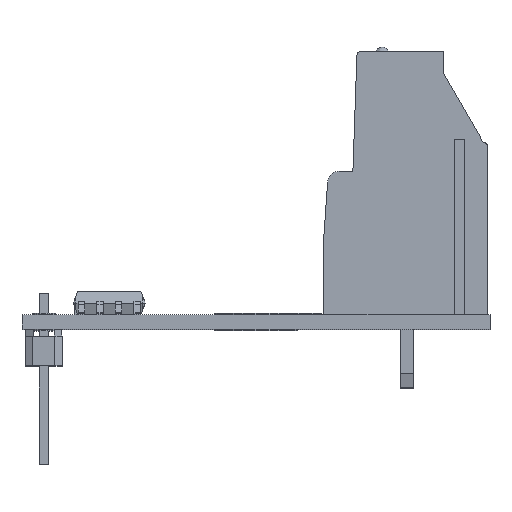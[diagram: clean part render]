
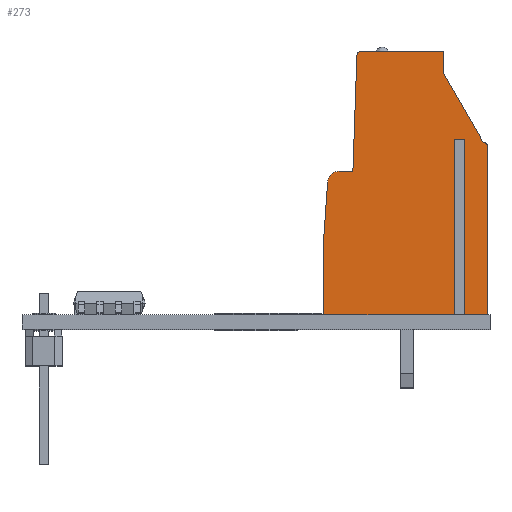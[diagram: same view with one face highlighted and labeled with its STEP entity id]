
A CAD part, top view. The second image highlights one B-rep face of the part: STEP entity #273.
In plain terms, the highlighted planar face has unit normal (0, 0, 1).
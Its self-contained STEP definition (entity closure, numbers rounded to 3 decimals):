
#273 = ADVANCED_FACE ( 'NONE', ( #22563 ), #26334, .F. ) ;
#1157 = VECTOR ( 'NONE', #21680, 1000. ) ;
#1229 = VERTEX_POINT ( 'NONE', #10495 ) ;
#1233 = VERTEX_POINT ( 'NONE', #10431 ) ;
#1473 = DIRECTION ( 'NONE',  ( 0.5, -0.866, 0. ) ) ;
#1530 = DIRECTION ( 'NONE',  ( 0., 0., -1. ) ) ;
#1564 = VERTEX_POINT ( 'NONE', #5031 ) ;
#2159 = VERTEX_POINT ( 'NONE', #11093 ) ;
#2429 = LINE ( 'NONE', #11796, #27139 ) ;
#2598 = VERTEX_POINT ( 'NONE', #20906 ) ;
#2726 = CARTESIAN_POINT ( 'NONE',  ( -3., 16.477, 0. ) ) ;
#2925 = DIRECTION ( 'NONE',  ( 0., 0., -1. ) ) ;
#2975 = VERTEX_POINT ( 'NONE', #26586 ) ;
#3030 = CARTESIAN_POINT ( 'NONE',  ( 0., 11.5, 0. ) ) ;
#3192 = ORIENTED_EDGE ( 'NONE', *, *, #5247, .F. ) ;
#3219 = DIRECTION ( 'NONE',  ( 0., 1., 0. ) ) ;
#3248 = CARTESIAN_POINT ( 'NONE',  ( -11.2, -75.486, 0. ) ) ;
#4160 = ORIENTED_EDGE ( 'NONE', *, *, #9176, .F. ) ;
#4369 = EDGE_CURVE ( 'NONE', #20048, #9538, #26487, .T. ) ;
#4610 = EDGE_CURVE ( 'NONE', #18852, #1564, #15579, .T. ) ;
#4686 = VERTEX_POINT ( 'NONE', #19114 ) ;
#4763 = VECTOR ( 'NONE', #22713, 1000. ) ;
#4855 = LINE ( 'NONE', #22630, #4763 ) ;
#4964 = ORIENTED_EDGE ( 'NONE', *, *, #7719, .F. ) ;
#5016 = EDGE_CURVE ( 'NONE', #9538, #25977, #2429, .T. ) ;
#5031 = CARTESIAN_POINT ( 'NONE',  ( -11.2, 0., 0. ) ) ;
#5247 = EDGE_CURVE ( 'NONE', #1564, #4686, #21172, .T. ) ;
#5306 = CIRCLE ( 'NONE', #12716, 0.3 ) ;
#5395 = VECTOR ( 'NONE', #25514, 1000. ) ;
#5535 = LINE ( 'NONE', #25546, #5395 ) ;
#6328 = ORIENTED_EDGE ( 'NONE', *, *, #10092, .F. ) ;
#6471 = CARTESIAN_POINT ( 'NONE',  ( -45.497, 18., 0. ) ) ;
#6538 = DIRECTION ( 'NONE',  ( 1., 0., 0. ) ) ;
#6603 = ORIENTED_EDGE ( 'NONE', *, *, #5016, .F. ) ;
#7010 = AXIS2_PLACEMENT_3D ( 'NONE', #14635, #1530, #16786 ) ;
#7037 = EDGE_CURVE ( 'NONE', #13741, #2159, #13576, .T. ) ;
#7047 = ORIENTED_EDGE ( 'NONE', *, *, #4610, .F. ) ;
#7298 = ORIENTED_EDGE ( 'NONE', *, *, #9700, .F. ) ;
#7719 = EDGE_CURVE ( 'NONE', #4686, #1229, #5535, .T. ) ;
#7794 = EDGE_CURVE ( 'NONE', #1233, #13741, #4855, .T. ) ;
#8149 = LINE ( 'NONE', #21824, #16705 ) ;
#8608 = EDGE_CURVE ( 'NONE', #21343, #18852, #26175, .T. ) ;
#8913 = EDGE_LOOP ( 'NONE', ( #9960, #21095, #4964, #3192, #7047, #22594, #4160, #21949, #6603, #14000, #27298, #7298, #24559, #6328, #17710, #17955 ) ) ;
#9152 = EDGE_CURVE ( 'NONE', #17018, #14401, #8149, .T. ) ;
#9176 = EDGE_CURVE ( 'NONE', #25574, #21343, #15676, .T. ) ;
#9308 = EDGE_CURVE ( 'NONE', #25977, #25574, #14293, .T. ) ;
#9417 = DIRECTION ( 'NONE',  ( 1., 0., 0. ) ) ;
#9443 = DIRECTION ( 'NONE',  ( 0., 0., -1. ) ) ;
#9466 = CARTESIAN_POINT ( 'NONE',  ( -0.3, 11.5, 0. ) ) ;
#9538 = VERTEX_POINT ( 'NONE', #16120 ) ;
#9700 = EDGE_CURVE ( 'NONE', #14401, #2975, #17256, .T. ) ;
#9960 = ORIENTED_EDGE ( 'NONE', *, *, #7794, .F. ) ;
#10092 = EDGE_CURVE ( 'NONE', #2598, #17018, #18059, .T. ) ;
#10281 = DIRECTION ( 'NONE',  ( -1., 0., 0. ) ) ;
#10431 = CARTESIAN_POINT ( 'NONE',  ( -10.133, 9.8, 0. ) ) ;
#10480 = CARTESIAN_POINT ( 'NONE',  ( -9.203, 9.8, 0. ) ) ;
#10495 = CARTESIAN_POINT ( 'NONE',  ( -10.931, 9.055, 0. ) ) ;
#11060 = CIRCLE ( 'NONE', #7010, 0.8 ) ;
#11093 = CARTESIAN_POINT ( 'NONE',  ( -8.927, 17.71, 0. ) ) ;
#11105 = VECTOR ( 'NONE', #20949, 1000. ) ;
#11796 = CARTESIAN_POINT ( 'NONE',  ( -8.457, 0., 0. ) ) ;
#11937 = DIRECTION ( 'NONE',  ( 0., -1., 0. ) ) ;
#12716 = AXIS2_PLACEMENT_3D ( 'NONE', #15999, #2925, #18121 ) ;
#13174 = CARTESIAN_POINT ( 'NONE',  ( -3., 16.477, 0. ) ) ;
#13416 = AXIS2_PLACEMENT_3D ( 'NONE', #9466, #9443, #9417 ) ;
#13442 = VECTOR ( 'NONE', #15980, 1000. ) ;
#13576 = LINE ( 'NONE', #15698, #13442 ) ;
#13741 = VERTEX_POINT ( 'NONE', #10480 ) ;
#13826 = EDGE_CURVE ( 'NONE', #2975, #20048, #26297, .T. ) ;
#14000 = ORIENTED_EDGE ( 'NONE', *, *, #4369, .F. ) ;
#14293 = LINE ( 'NONE', #19023, #18516 ) ;
#14401 = VERTEX_POINT ( 'NONE', #2726 ) ;
#14635 = CARTESIAN_POINT ( 'NONE',  ( -10.133, 9., 0. ) ) ;
#15372 = VECTOR ( 'NONE', #1473, 1000. ) ;
#15579 = LINE ( 'NONE', #20711, #1157 ) ;
#15676 = LINE ( 'NONE', #21054, #11105 ) ;
#15698 = CARTESIAN_POINT ( 'NONE',  ( -9.203, 9.8, 0. ) ) ;
#15747 = VECTOR ( 'NONE', #3219, 1000. ) ;
#15980 = DIRECTION ( 'NONE',  ( 0.035, 0.999, 0. ) ) ;
#15999 = CARTESIAN_POINT ( 'NONE',  ( -8.627, 17.7, 0. ) ) ;
#16120 = CARTESIAN_POINT ( 'NONE',  ( 0., 0., 0. ) ) ;
#16705 = VECTOR ( 'NONE', #22278, 1000. ) ;
#16786 = DIRECTION ( 'NONE',  ( 1., 0., 0. ) ) ;
#17018 = VERTEX_POINT ( 'NONE', #18273 ) ;
#17256 = LINE ( 'NONE', #13174, #15372 ) ;
#17643 = VECTOR ( 'NONE', #6538, 1000. ) ;
#17710 = ORIENTED_EDGE ( 'NONE', *, *, #25301, .F. ) ;
#17891 = CARTESIAN_POINT ( 'NONE',  ( -2.107, 0., 0. ) ) ;
#17955 = ORIENTED_EDGE ( 'NONE', *, *, #7037, .F. ) ;
#18059 = LINE ( 'NONE', #6471, #17643 ) ;
#18121 = DIRECTION ( 'NONE',  ( 1., 0., 0. ) ) ;
#18273 = CARTESIAN_POINT ( 'NONE',  ( -3., 18., 0. ) ) ;
#18516 = VECTOR ( 'NONE', #18986, 1000. ) ;
#18852 = VERTEX_POINT ( 'NONE', #17891 ) ;
#18986 = DIRECTION ( 'NONE',  ( 0., 1., 0. ) ) ;
#19023 = CARTESIAN_POINT ( 'NONE',  ( -1.693, -75.486, 0. ) ) ;
#19114 = CARTESIAN_POINT ( 'NONE',  ( -11.2, 5.17, 0. ) ) ;
#20048 = VERTEX_POINT ( 'NONE', #3030 ) ;
#20711 = CARTESIAN_POINT ( 'NONE',  ( -8.457, 0., 0. ) ) ;
#20906 = CARTESIAN_POINT ( 'NONE',  ( -8.627, 18., 0. ) ) ;
#20949 = DIRECTION ( 'NONE',  ( -1., 0., 0. ) ) ;
#21054 = CARTESIAN_POINT ( 'NONE',  ( -45.497, 12., 0. ) ) ;
#21095 = ORIENTED_EDGE ( 'NONE', *, *, #23641, .F. ) ;
#21172 = LINE ( 'NONE', #3248, #15747 ) ;
#21343 = VERTEX_POINT ( 'NONE', #24457 ) ;
#21680 = DIRECTION ( 'NONE',  ( -1., 0., 0. ) ) ;
#21824 = CARTESIAN_POINT ( 'NONE',  ( -3., 16.477, 0. ) ) ;
#21949 = ORIENTED_EDGE ( 'NONE', *, *, #9308, .F. ) ;
#22278 = DIRECTION ( 'NONE',  ( 0., -1., 0. ) ) ;
#22563 = FACE_OUTER_BOUND ( 'NONE', #8913, .T. ) ;
#22594 = ORIENTED_EDGE ( 'NONE', *, *, #8608, .F. ) ;
#22630 = CARTESIAN_POINT ( 'NONE',  ( -10.133, 9.8, 0. ) ) ;
#22713 = DIRECTION ( 'NONE',  ( 1., 0., 0. ) ) ;
#23579 = CARTESIAN_POINT ( 'NONE',  ( -1.693, 12., 0. ) ) ;
#23582 = VECTOR ( 'NONE', #27036, 1000. ) ;
#23641 = EDGE_CURVE ( 'NONE', #1229, #1233, #11060, .T. ) ;
#24065 = VECTOR ( 'NONE', #11937, 1000. ) ;
#24457 = CARTESIAN_POINT ( 'NONE',  ( -2.107, 12., 0. ) ) ;
#24559 = ORIENTED_EDGE ( 'NONE', *, *, #9152, .F. ) ;
#25301 = EDGE_CURVE ( 'NONE', #2159, #2598, #5306, .T. ) ;
#25514 = DIRECTION ( 'NONE',  ( 0.069, 0.998, 0. ) ) ;
#25546 = CARTESIAN_POINT ( 'NONE',  ( -11.2, 5.17, 0. ) ) ;
#25574 = VERTEX_POINT ( 'NONE', #23579 ) ;
#25723 = DIRECTION ( 'NONE',  ( 0., 0., -1. ) ) ;
#25745 = DIRECTION ( 'NONE',  ( -1., 0., 0. ) ) ;
#25861 = CARTESIAN_POINT ( 'NONE',  ( -45.497, -75.486, 0. ) ) ;
#25977 = VERTEX_POINT ( 'NONE', #26767 ) ;
#26081 = AXIS2_PLACEMENT_3D ( 'NONE', #25861, #25723, #25745 ) ;
#26175 = LINE ( 'NONE', #27684, #24065 ) ;
#26297 = CIRCLE ( 'NONE', #13416, 0.3 ) ;
#26334 = PLANE ( 'NONE',  #26081 ) ;
#26445 = CARTESIAN_POINT ( 'NONE',  ( 0., -75.486, 0. ) ) ;
#26487 = LINE ( 'NONE', #26445, #23582 ) ;
#26586 = CARTESIAN_POINT ( 'NONE',  ( -0.3, 11.8, 0. ) ) ;
#26767 = CARTESIAN_POINT ( 'NONE',  ( -1.693, 0., 0. ) ) ;
#27036 = DIRECTION ( 'NONE',  ( 0., -1., 0. ) ) ;
#27139 = VECTOR ( 'NONE', #10281, 1000. ) ;
#27298 = ORIENTED_EDGE ( 'NONE', *, *, #13826, .F. ) ;
#27684 = CARTESIAN_POINT ( 'NONE',  ( -2.107, -75.486, 0. ) ) ;
